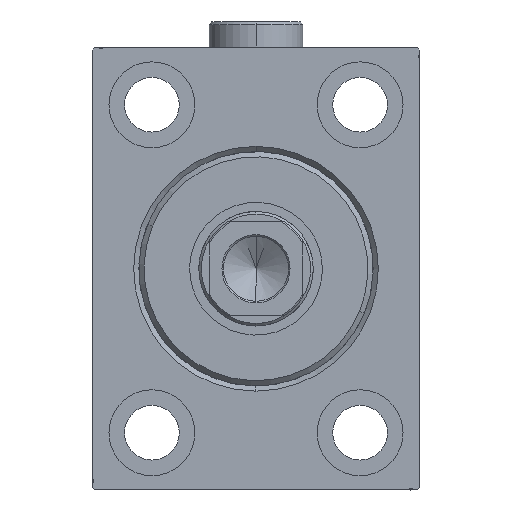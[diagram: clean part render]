
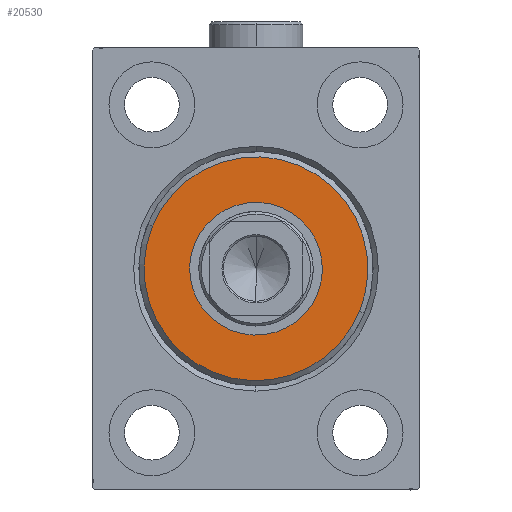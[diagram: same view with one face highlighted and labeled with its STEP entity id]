
A CAD part, left-side view. The second image highlights one B-rep face of the part: STEP entity #20530.
In plain terms, the highlighted face is planar.
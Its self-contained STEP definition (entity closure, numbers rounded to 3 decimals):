
#1073 = CIRCLE ( 'NONE', #42677, 12.75 ) ;
#2912 = DIRECTION ( 'NONE',  ( 0., 0., -1. ) ) ;
#3036 = VERTEX_POINT ( 'NONE', #5290 ) ;
#5290 = CARTESIAN_POINT ( 'NONE',  ( 3., 0., 12.75 ) ) ;
#6455 = DIRECTION ( 'NONE',  ( 0., 0., -1. ) ) ;
#6842 = ORIENTED_EDGE ( 'NONE', *, *, #9047, .T. ) ;
#7035 = VERTEX_POINT ( 'NONE', #16932 ) ;
#7460 = CARTESIAN_POINT ( 'NONE',  ( 3., 0., -21.5 ) ) ;
#9047 = EDGE_CURVE ( 'NONE', #25296, #3036, #1073, .T. ) ;
#9883 = DIRECTION ( 'NONE',  ( 0., 0., -1. ) ) ;
#10007 = DIRECTION ( 'NONE',  ( 1., 0., 0. ) ) ;
#11482 = CIRCLE ( 'NONE', #12966, 21.5 ) ;
#12786 = DIRECTION ( 'NONE',  ( 0., 0., -1. ) ) ;
#12966 = AXIS2_PLACEMENT_3D ( 'NONE', #30111, #10007, #37679 ) ;
#16895 = CARTESIAN_POINT ( 'NONE',  ( 3., 0., 0. ) ) ;
#16932 = CARTESIAN_POINT ( 'NONE',  ( 3., 0., 21.5 ) ) ;
#17280 = PLANE ( 'NONE',  #18030 ) ;
#17872 = VERTEX_POINT ( 'NONE', #7460 ) ;
#18030 = AXIS2_PLACEMENT_3D ( 'NONE', #41308, #37879, #2912 ) ;
#18132 = CIRCLE ( 'NONE', #31992, 12.75 ) ;
#20530 = ADVANCED_FACE ( 'NONE', ( #30549, #41967 ), #17280, .T. ) ;
#20780 = CIRCLE ( 'NONE', #26624, 21.5 ) ;
#23396 = EDGE_CURVE ( 'NONE', #3036, #25296, #18132, .T. ) ;
#23821 = ORIENTED_EDGE ( 'NONE', *, *, #29656, .T. ) ;
#25296 = VERTEX_POINT ( 'NONE', #27901 ) ;
#26624 = AXIS2_PLACEMENT_3D ( 'NONE', #16895, #44116, #12786 ) ;
#27346 = EDGE_LOOP ( 'NONE', ( #32919, #6842 ) ) ;
#27901 = CARTESIAN_POINT ( 'NONE',  ( 3., 0., -12.75 ) ) ;
#29656 = EDGE_CURVE ( 'NONE', #7035, #17872, #20780, .T. ) ;
#30111 = CARTESIAN_POINT ( 'NONE',  ( 3., 0., 0. ) ) ;
#30203 = DIRECTION ( 'NONE',  ( -1., 0., 0. ) ) ;
#30549 = FACE_OUTER_BOUND ( 'NONE', #30686, .T. ) ;
#30686 = EDGE_LOOP ( 'NONE', ( #23821, #43422 ) ) ;
#31573 = DIRECTION ( 'NONE',  ( -1., 0., 0. ) ) ;
#31992 = AXIS2_PLACEMENT_3D ( 'NONE', #33656, #30203, #6455 ) ;
#32919 = ORIENTED_EDGE ( 'NONE', *, *, #23396, .T. ) ;
#33656 = CARTESIAN_POINT ( 'NONE',  ( 3., 0., 0. ) ) ;
#34794 = CARTESIAN_POINT ( 'NONE',  ( 3., 0., 0. ) ) ;
#37679 = DIRECTION ( 'NONE',  ( 0., 0., -1. ) ) ;
#37879 = DIRECTION ( 'NONE',  ( 1., 0., 0. ) ) ;
#39954 = EDGE_CURVE ( 'NONE', #17872, #7035, #11482, .T. ) ;
#41308 = CARTESIAN_POINT ( 'NONE',  ( 3., 0., 0. ) ) ;
#41967 = FACE_BOUND ( 'NONE', #27346, .T. ) ;
#42677 = AXIS2_PLACEMENT_3D ( 'NONE', #34794, #31573, #9883 ) ;
#43422 = ORIENTED_EDGE ( 'NONE', *, *, #39954, .T. ) ;
#44116 = DIRECTION ( 'NONE',  ( 1., 0., 0. ) ) ;
